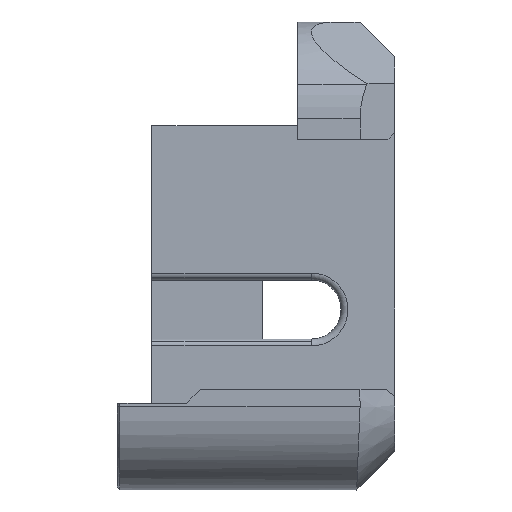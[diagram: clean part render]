
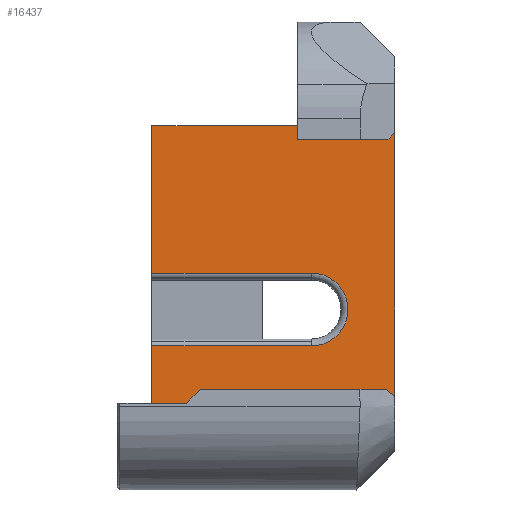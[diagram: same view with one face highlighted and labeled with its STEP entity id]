
A CAD part, left-side view. The second image highlights one B-rep face of the part: STEP entity #16437.
In plain terms, the highlighted planar face has unit normal (-1, 0, 0).
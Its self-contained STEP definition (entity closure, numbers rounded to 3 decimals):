
#91 = CARTESIAN_POINT ( 'NONE',  ( 131.217, -142.43, 76.25 ) ) ;
#372 = EDGE_CURVE ( 'NONE', #4411, #18082, #426, .T. ) ;
#426 = CIRCLE ( 'NONE', #17557, 5.25 ) ;
#464 = VERTEX_POINT ( 'NONE', #7509 ) ;
#1535 = EDGE_CURVE ( 'NONE', #13745, #464, #16160, .T. ) ;
#1689 = DIRECTION ( 'NONE',  ( -1., 0., 0. ) ) ;
#2224 = EDGE_LOOP ( 'NONE', ( #17171, #6503, #15115, #11727, #13992, #17040, #15143, #13505, #17209 ) ) ;
#2544 = VECTOR ( 'NONE', #9288, 1000. ) ;
#2796 = EDGE_CURVE ( 'NONE', #3335, #7231, #5129, .T. ) ;
#3335 = VERTEX_POINT ( 'NONE', #11819 ) ;
#3535 = AXIS2_PLACEMENT_3D ( 'NONE', #14351, #1689, #12969 ) ;
#3838 = EDGE_CURVE ( 'NONE', #9929, #4411, #8088, .T. ) ;
#4088 = CARTESIAN_POINT ( 'NONE',  ( 131.217, -154.43, 62.75 ) ) ;
#4158 = CARTESIAN_POINT ( 'NONE',  ( 131.217, -154.43, 102.75 ) ) ;
#4192 = DIRECTION ( 'NONE',  ( -1., 0., 0. ) ) ;
#4259 = VERTEX_POINT ( 'NONE', #4158 ) ;
#4411 = VERTEX_POINT ( 'NONE', #10413 ) ;
#4508 = CARTESIAN_POINT ( 'NONE',  ( 131.217, -153.43, 102.75 ) ) ;
#4560 = EDGE_CURVE ( 'NONE', #18082, #8662, #8364, .T. ) ;
#4583 = CARTESIAN_POINT ( 'NONE',  ( 131.217, -154.43, 102.75 ) ) ;
#5129 = LINE ( 'NONE', #16388, #13188 ) ;
#6503 = ORIENTED_EDGE ( 'NONE', *, *, #372, .F. ) ;
#6750 = LINE ( 'NONE', #9619, #15939 ) ;
#6751 = VECTOR ( 'NONE', #6858, 1000. ) ;
#6858 = DIRECTION ( 'NONE',  ( 0., 0., 1. ) ) ;
#7013 = CARTESIAN_POINT ( 'NONE',  ( 131.217, -119.43, 81.5 ) ) ;
#7231 = VERTEX_POINT ( 'NONE', #4088 ) ;
#7268 = VECTOR ( 'NONE', #9234, 1000. ) ;
#7509 = CARTESIAN_POINT ( 'NONE',  ( 131.217, -140.43, 102.75 ) ) ;
#7520 = FACE_OUTER_BOUND ( 'NONE', #2224, .T. ) ;
#8088 = LINE ( 'NONE', #17873, #2544 ) ;
#8151 = LINE ( 'NONE', #14993, #6751 ) ;
#8364 = LINE ( 'NONE', #9918, #10530 ) ;
#8662 = VERTEX_POINT ( 'NONE', #7013 ) ;
#8715 = PLANE ( 'NONE',  #3535 ) ;
#8889 = EDGE_CURVE ( 'NONE', #464, #4259, #11534, .T. ) ;
#9234 = DIRECTION ( 'NONE',  ( 0., -1., 0. ) ) ;
#9288 = DIRECTION ( 'NONE',  ( 0., -1., 0. ) ) ;
#9619 = CARTESIAN_POINT ( 'NONE',  ( 131.217, -119.43, 62.75 ) ) ;
#9918 = CARTESIAN_POINT ( 'NONE',  ( 131.217, -136.43, 81.5 ) ) ;
#9929 = VERTEX_POINT ( 'NONE', #12480 ) ;
#10139 = DIRECTION ( 'NONE',  ( 0., -1., 0. ) ) ;
#10413 = CARTESIAN_POINT ( 'NONE',  ( 131.217, -142.43, 71. ) ) ;
#10530 = VECTOR ( 'NONE', #14362, 1000. ) ;
#10931 = EDGE_CURVE ( 'NONE', #8662, #13745, #6750, .T. ) ;
#11534 = LINE ( 'NONE', #4508, #12706 ) ;
#11606 = DIRECTION ( 'NONE',  ( 0., 0., -1. ) ) ;
#11727 = ORIENTED_EDGE ( 'NONE', *, *, #18084, .F. ) ;
#11819 = CARTESIAN_POINT ( 'NONE',  ( 131.217, -119.43, 62.75 ) ) ;
#12039 = LINE ( 'NONE', #4583, #17414 ) ;
#12294 = DIRECTION ( 'NONE',  ( 0., 0., 1. ) ) ;
#12480 = CARTESIAN_POINT ( 'NONE',  ( 131.217, -119.43, 71. ) ) ;
#12706 = VECTOR ( 'NONE', #10139, 1000. ) ;
#12861 = DIRECTION ( 'NONE',  ( 0., -1., 0. ) ) ;
#12969 = DIRECTION ( 'NONE',  ( 0., 0., 1. ) ) ;
#13188 = VECTOR ( 'NONE', #13541, 1000. ) ;
#13505 = ORIENTED_EDGE ( 'NONE', *, *, #1535, .F. ) ;
#13541 = DIRECTION ( 'NONE',  ( 0., -1., 0. ) ) ;
#13745 = VERTEX_POINT ( 'NONE', #14049 ) ;
#13992 = ORIENTED_EDGE ( 'NONE', *, *, #2796, .T. ) ;
#14049 = CARTESIAN_POINT ( 'NONE',  ( 131.217, -119.43, 102.75 ) ) ;
#14351 = CARTESIAN_POINT ( 'NONE',  ( 131.217, -153.43, 102.75 ) ) ;
#14362 = DIRECTION ( 'NONE',  ( 0., 1., 0. ) ) ;
#14602 = CARTESIAN_POINT ( 'NONE',  ( 131.217, -153.43, 102.75 ) ) ;
#14993 = CARTESIAN_POINT ( 'NONE',  ( 131.217, -119.43, 62.75 ) ) ;
#15115 = ORIENTED_EDGE ( 'NONE', *, *, #3838, .F. ) ;
#15143 = ORIENTED_EDGE ( 'NONE', *, *, #8889, .F. ) ;
#15939 = VECTOR ( 'NONE', #12294, 1000. ) ;
#16160 = LINE ( 'NONE', #14602, #7268 ) ;
#16388 = CARTESIAN_POINT ( 'NONE',  ( 131.217, -153.43, 62.75 ) ) ;
#16437 = ADVANCED_FACE ( 'NONE', ( #7520 ), #8715, .T. ) ;
#16727 = CARTESIAN_POINT ( 'NONE',  ( 131.217, -142.43, 81.5 ) ) ;
#17040 = ORIENTED_EDGE ( 'NONE', *, *, #17287, .F. ) ;
#17171 = ORIENTED_EDGE ( 'NONE', *, *, #4560, .F. ) ;
#17209 = ORIENTED_EDGE ( 'NONE', *, *, #10931, .F. ) ;
#17287 = EDGE_CURVE ( 'NONE', #4259, #7231, #12039, .T. ) ;
#17414 = VECTOR ( 'NONE', #11606, 1000. ) ;
#17557 = AXIS2_PLACEMENT_3D ( 'NONE', #91, #4192, #12861 ) ;
#17873 = CARTESIAN_POINT ( 'NONE',  ( 131.217, -145.43, 71. ) ) ;
#18082 = VERTEX_POINT ( 'NONE', #16727 ) ;
#18084 = EDGE_CURVE ( 'NONE', #3335, #9929, #8151, .T. ) ;
